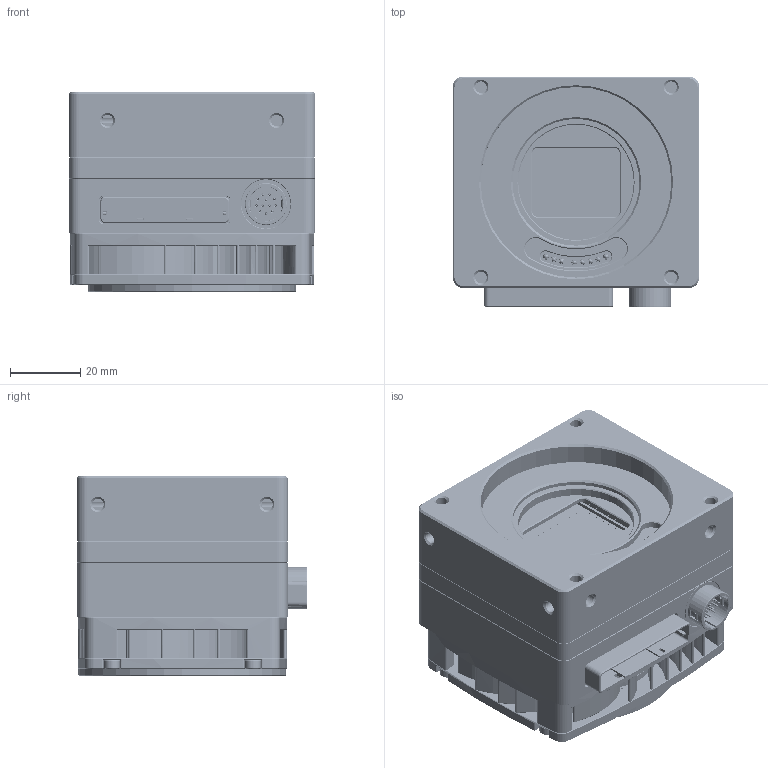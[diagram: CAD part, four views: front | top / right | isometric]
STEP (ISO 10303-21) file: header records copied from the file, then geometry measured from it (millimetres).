
FILE_DESCRIPTION(/* description */ ('step model'),/* implementation_level */ '2;1');
FILE_NAME(/* name */ 'DRW-CB-X8G3-(MECH-CB120-X8G3).stp',/* time_stamp */ '2017-08-16T15:49:03+02:00',/* author */ ('Spano'),/* organization */ ('Ximea'),/* preprocessor_version */ 'ST-DEVELOPER v16',/* originating_system */ 'SIEMENS PLM Software NX 11.0',/* authorisation */ '');
FILE_SCHEMA (('AUTOMOTIVE_DESIGN { 1 0 10303 214 3 1 1 1 }'));
Products named in the file (22): DIN912-M2.5x14-BLACK; MECH-CB-X8G3-FAN-ADPT-BOTTOM; MECH-CB-X8G3-FAN-ADPT; SROB-M2X3-IMB-BTN-STNLS; SROB-M2X25-IMBUS-STNLS; MECH-GASKET-CB120; PCA-CB-X8G3-ConnectorBoard-REV3a; PCA-CB-LensControl-REV3.4; PCA-CB-X8G3-Sensor-CMV12000-b; PCA-CB-X8G3-Main-b; LIGHTPIPE_5151016f; MECH-CB-X8G3-MID-CMV12000; SROB-M2X5-IMBUS-STNLS; SROB-M2X4-IMBUS-STNLS; CMV12000; MECH-CB-X8G3-FRONT-CMV12000; 60-30-1112-nut; 60-30-1112-shell; MECH-745400101; MECH-CB-X8G3-REAR; CB-X8G3-FAN-ADAPTER; Assembly
Assembly tree (41 placements, depth 3):
  Assembly
    MECH-CB-X8G3-REAR
    MECH-745400101
    60-30-1112-shell
    60-30-1112-nut
    MECH-CB-X8G3-FRONT-CMV12000
    CMV12000
    SROB-M2X4-IMBUS-STNLS  x8
    SROB-M2X5-IMBUS-STNLS  x4
    MECH-CB-X8G3-MID-CMV12000
    LIGHTPIPE_5151016f  x4
    PCA-CB-X8G3-Main-b
    PCA-CB-X8G3-Sensor-CMV12000-b
    PCA-CB-LensControl-REV3.4
    CB-X8G3-FAN-ADAPTER
      MECH-CB-X8G3-FAN-ADPT
      MECH-CB-X8G3-FAN-ADPT-BOTTOM
      DIN912-M2.5x14-BLACK  x4
    PCA-CB-X8G3-ConnectorBoard-REV3a
    MECH-GASKET-CB120
    SROB-M2X25-IMBUS-STNLS  x4
    SROB-M2X3-IMB-BTN-STNLS  x2
Bounding box: 70 x 65.47 x 56.6 mm (x, y, z)
Volume: 117962.6 mm3; surface area: 103947.3 mm2
Topology: 72 solids, 72 shells, 4929 faces, 11907 edges, 7451 vertices
Faces by surface type: plane 2031, cylinder 1619, cone 915, bspline 259, torus 67, extrusion 28, revolution 10
Full cylindrical faces by diameter (mm): 0.3 x237, 0.53 x12, 0.55 x35, 0.6 x13, 0.65 x24, 0.76 x237, 0.9 x16, 1 x3, 1.1 x12, 1.3 x16, 1.45 x4, 1.55 x2, 1.6 x30, 1.7 x2, 1.8 x4, 2 x36, 2.1 x32, 2.5 x18, 3.3 x12, 3.5 x2, 3.8 x16, 4 x12, 4.5 x4, 4.6 x7, 5 x4, 5.1 x2, 7.5 x1, 7.8 x1, 8.6 x2, 9.4 x1
Entity records: 144475 total; most frequent: CARTESIAN_POINT 32718, DIRECTION 21751, ORIENTED_EDGE 20474, EDGE_CURVE 10237, AXIS2_PLACEMENT_3D 8226, VERTEX_POINT 6724, EDGE_LOOP 6257, VECTOR 5289
